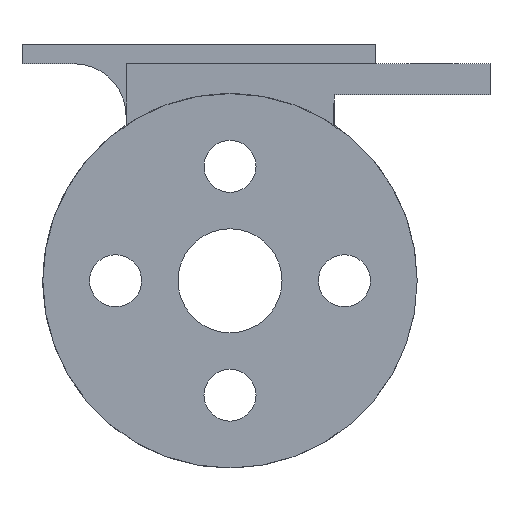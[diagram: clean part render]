
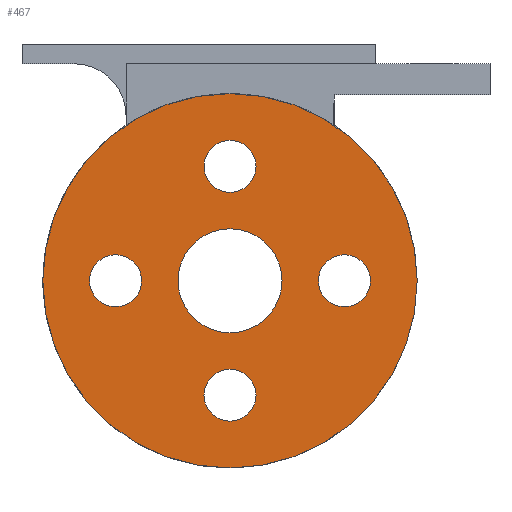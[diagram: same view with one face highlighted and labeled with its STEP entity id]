
A CAD part, left-side view. The second image highlights one B-rep face of the part: STEP entity #467.
In plain terms, the highlighted planar face has unit normal (-1, 0, 0).
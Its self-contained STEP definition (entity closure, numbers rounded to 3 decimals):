
#18=FACE_BOUND('',#88,.T.);
#19=FACE_BOUND('',#89,.T.);
#20=FACE_BOUND('',#90,.T.);
#21=FACE_BOUND('',#91,.T.);
#22=FACE_BOUND('',#92,.T.);
#41=PLANE('',#520);
#60=FACE_OUTER_BOUND('',#87,.T.);
#87=EDGE_LOOP('',(#409));
#88=EDGE_LOOP('',(#410));
#89=EDGE_LOOP('',(#411));
#90=EDGE_LOOP('',(#412));
#91=EDGE_LOOP('',(#413));
#92=EDGE_LOOP('',(#414));
#190=CIRCLE('',#492,5.);
#199=CIRCLE('',#509,18.);
#202=CIRCLE('',#521,2.5);
#203=CIRCLE('',#522,2.5);
#204=CIRCLE('',#523,2.5);
#205=CIRCLE('',#524,2.5);
#210=VERTEX_POINT('',#670);
#239=VERTEX_POINT('',#746);
#244=VERTEX_POINT('',#772);
#245=VERTEX_POINT('',#774);
#246=VERTEX_POINT('',#776);
#247=VERTEX_POINT('',#778);
#252=EDGE_CURVE('',#210,#210,#190,.T.);
#292=EDGE_CURVE('',#239,#239,#199,.T.);
#303=EDGE_CURVE('',#244,#244,#202,.F.);
#304=EDGE_CURVE('',#245,#245,#203,.F.);
#305=EDGE_CURVE('',#246,#246,#204,.F.);
#306=EDGE_CURVE('',#247,#247,#205,.F.);
#409=ORIENTED_EDGE('',*,*,#292,.T.);
#410=ORIENTED_EDGE('',*,*,#252,.T.);
#411=ORIENTED_EDGE('',*,*,#303,.T.);
#412=ORIENTED_EDGE('',*,*,#304,.T.);
#413=ORIENTED_EDGE('',*,*,#305,.T.);
#414=ORIENTED_EDGE('',*,*,#306,.T.);
#467=ADVANCED_FACE('',(#60,#18,#19,#20,#21,#22),#41,.T.);
#492=AXIS2_PLACEMENT_3D('',#671,#539,#540);
#509=AXIS2_PLACEMENT_3D('',#748,#604,#605);
#520=AXIS2_PLACEMENT_3D('',#771,#634,#635);
#521=AXIS2_PLACEMENT_3D('',#773,#636,#637);
#522=AXIS2_PLACEMENT_3D('',#775,#638,#639);
#523=AXIS2_PLACEMENT_3D('',#777,#640,#641);
#524=AXIS2_PLACEMENT_3D('',#779,#642,#643);
#539=DIRECTION('center_axis',(1.,0.,0.));
#540=DIRECTION('ref_axis',(0.,0.,1.));
#604=DIRECTION('center_axis',(-1.,0.,0.));
#605=DIRECTION('ref_axis',(0.,1.,0.));
#634=DIRECTION('center_axis',(-1.,0.,0.));
#635=DIRECTION('ref_axis',(0.,1.,0.));
#636=DIRECTION('center_axis',(-1.,0.,0.));
#637=DIRECTION('ref_axis',(0.,0.,
-1.));
#638=DIRECTION('center_axis',(-1.,0.,0.));
#639=DIRECTION('ref_axis',(0.,0.,1.));
#640=DIRECTION('center_axis',(-1.,0.,0.));
#641=DIRECTION('ref_axis',(0.,1.,0.));
#642=DIRECTION('center_axis',(-1.,0.,0.));
#643=DIRECTION('ref_axis',(0.,-1.,0.));
#670=CARTESIAN_POINT('',(-2.,0.,-5.));
#671=CARTESIAN_POINT('Origin',(-2.,0.,0.));
#746=CARTESIAN_POINT('',(-2.,-18.,0.));
#748=CARTESIAN_POINT('Origin',(-2.,0.,0.));
#771=CARTESIAN_POINT('Origin',(-2.,0.,0.));
#772=CARTESIAN_POINT('',(-2.,-11.,2.5));
#773=CARTESIAN_POINT('Origin',(-2.,-11.,0.));
#774=CARTESIAN_POINT('',(-2.,11.,-2.5));
#775=CARTESIAN_POINT('Origin',(-2.,11.,0.));
#776=CARTESIAN_POINT('',(-2.,-2.5,-11.));
#777=CARTESIAN_POINT('Origin',(-2.,0.,-11.));
#778=CARTESIAN_POINT('',(-2.,2.5,11.));
#779=CARTESIAN_POINT('Origin',(-2.,0.,11.));
